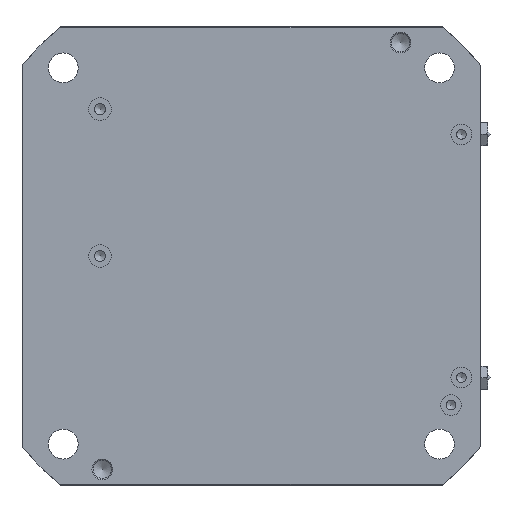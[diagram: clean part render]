
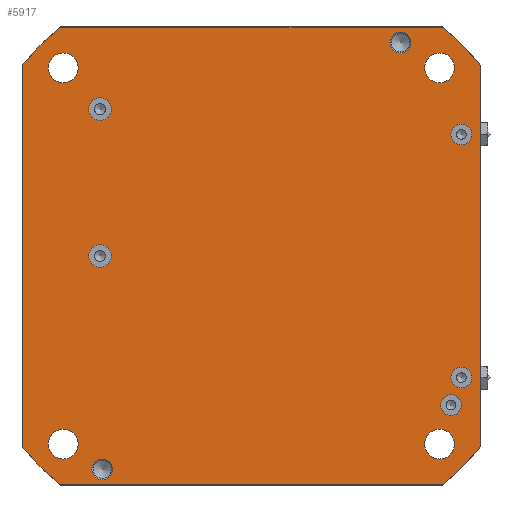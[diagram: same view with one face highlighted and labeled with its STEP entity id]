
A CAD part, front view. The second image highlights one B-rep face of the part: STEP entity #5917.
In plain terms, the highlighted planar face has unit normal (0, -1, 0).
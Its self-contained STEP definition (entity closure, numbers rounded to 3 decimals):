
#622=LINE('',#9679,#1104);
#624=LINE('',#9688,#1106);
#632=LINE('',#9710,#1114);
#633=LINE('',#9711,#1115);
#1104=VECTOR('',#7861,167.329);
#1106=VECTOR('',#7869,167.329);
#1114=VECTOR('',#7897,166.132);
#1115=VECTOR('',#7898,166.132);
#1376=PLANE('',#6606);
#1616=FACE_BOUND('',#2329,.T.);
#1617=FACE_BOUND('',#2330,.T.);
#1618=FACE_BOUND('',#2331,.T.);
#1619=FACE_BOUND('',#2332,.T.);
#1620=FACE_BOUND('',#2333,.T.);
#1621=FACE_BOUND('',#2334,.T.);
#1622=FACE_BOUND('',#2335,.T.);
#1623=FACE_BOUND('',#2336,.T.);
#1624=FACE_BOUND('',#2337,.T.);
#1625=FACE_BOUND('',#2338,.T.);
#1626=FACE_BOUND('',#2339,.T.);
#1893=FACE_OUTER_BOUND('',#2328,.T.);
#2328=EDGE_LOOP('',(#4952,#4953,#4954,#4955,#4956,#4957,#4958,#4959));
#2329=EDGE_LOOP('',(#4960));
#2330=EDGE_LOOP('',(#4961));
#2331=EDGE_LOOP('',(#4962));
#2332=EDGE_LOOP('',(#4963));
#2333=EDGE_LOOP('',(#4964));
#2334=EDGE_LOOP('',(#4965));
#2335=EDGE_LOOP('',(#4966));
#2336=EDGE_LOOP('',(#4967));
#2337=EDGE_LOOP('',(#4968));
#2338=EDGE_LOOP('',(#4969));
#2339=EDGE_LOOP('',(#4970));
#2638=CIRCLE('',#6471,5.);
#2640=CIRCLE('',#6475,5.);
#2698=CIRCLE('',#6599,130.);
#2699=CIRCLE('',#6601,130.);
#2700=CIRCLE('',#6603,130.);
#2701=CIRCLE('',#6605,130.);
#2702=CIRCLE('',#6607,4.5);
#2703=CIRCLE('',#6608,6.5);
#2704=CIRCLE('',#6609,6.5);
#2705=CIRCLE('',#6610,6.5);
#2706=CIRCLE('',#6611,6.5);
#2707=CIRCLE('',#6612,4.5);
#2708=CIRCLE('',#6613,4.5);
#2709=CIRCLE('',#6614,4.5);
#2710=CIRCLE('',#6615,4.5);
#2996=VERTEX_POINT('',#9220);
#2998=VERTEX_POINT('',#9226);
#3145=VERTEX_POINT('',#9675);
#3146=VERTEX_POINT('',#9677);
#3148=VERTEX_POINT('',#9682);
#3150=VERTEX_POINT('',#9686);
#3151=VERTEX_POINT('',#9694);
#3152=VERTEX_POINT('',#9698);
#3153=VERTEX_POINT('',#9702);
#3154=VERTEX_POINT('',#9706);
#3155=VERTEX_POINT('',#9712);
#3156=VERTEX_POINT('',#9714);
#3157=VERTEX_POINT('',#9716);
#3158=VERTEX_POINT('',#9718);
#3159=VERTEX_POINT('',#9720);
#3160=VERTEX_POINT('',#9722);
#3161=VERTEX_POINT('',#9724);
#3162=VERTEX_POINT('',#9726);
#3163=VERTEX_POINT('',#9728);
#3622=EDGE_CURVE('',#2996,#2996,#2638,.T.);
#3624=EDGE_CURVE('',#2998,#2998,#2640,.T.);
#3821=EDGE_CURVE('',#3146,#3145,#622,.T.);
#3825=EDGE_CURVE('',#3148,#3150,#624,.T.);
#3830=EDGE_CURVE('',#3148,#3151,#2698,.T.);
#3832=EDGE_CURVE('',#3152,#3146,#2699,.T.);
#3834=EDGE_CURVE('',#3153,#3150,#2700,.T.);
#3836=EDGE_CURVE('',#3145,#3154,#2701,.T.);
#3837=EDGE_CURVE('',#3153,#3154,#632,.T.);
#3838=EDGE_CURVE('',#3151,#3152,#633,.T.);
#3839=EDGE_CURVE('',#3155,#3155,#2702,.T.);
#3840=EDGE_CURVE('',#3156,#3156,#2703,.T.);
#3841=EDGE_CURVE('',#3157,#3157,#2704,.T.);
#3842=EDGE_CURVE('',#3158,#3158,#2705,.T.);
#3843=EDGE_CURVE('',#3159,#3159,#2706,.T.);
#3844=EDGE_CURVE('',#3160,#3160,#2707,.T.);
#3845=EDGE_CURVE('',#3161,#3161,#2708,.T.);
#3846=EDGE_CURVE('',#3162,#3162,#2709,.T.);
#3847=EDGE_CURVE('',#3163,#3163,#2710,.T.);
#4952=ORIENTED_EDGE('',*,*,#3830,.F.);
#4953=ORIENTED_EDGE('',*,*,#3825,.T.);
#4954=ORIENTED_EDGE('',*,*,#3834,.F.);
#4955=ORIENTED_EDGE('',*,*,#3837,.T.);
#4956=ORIENTED_EDGE('',*,*,#3836,.F.);
#4957=ORIENTED_EDGE('',*,*,#3821,.F.);
#4958=ORIENTED_EDGE('',*,*,#3832,.F.);
#4959=ORIENTED_EDGE('',*,*,#3838,.F.);
#4960=ORIENTED_EDGE('',*,*,#3622,.T.);
#4961=ORIENTED_EDGE('',*,*,#3624,.T.);
#4962=ORIENTED_EDGE('',*,*,#3839,.F.);
#4963=ORIENTED_EDGE('',*,*,#3840,.T.);
#4964=ORIENTED_EDGE('',*,*,#3841,.T.);
#4965=ORIENTED_EDGE('',*,*,#3842,.T.);
#4966=ORIENTED_EDGE('',*,*,#3843,.T.);
#4967=ORIENTED_EDGE('',*,*,#3844,.F.);
#4968=ORIENTED_EDGE('',*,*,#3845,.F.);
#4969=ORIENTED_EDGE('',*,*,#3846,.F.);
#4970=ORIENTED_EDGE('',*,*,#3847,.F.);
#5917=ADVANCED_FACE('',(#1893,#1616,#1617,#1618,#1619,#1620,#1621,#1622,
#1623,#1624,#1625,#1626),#1376,.F.);
#6471=AXIS2_PLACEMENT_3D('',#9221,#7502,#7503);
#6475=AXIS2_PLACEMENT_3D('',#9227,#7510,#7511);
#6599=AXIS2_PLACEMENT_3D('',#9696,#7878,#7879);
#6601=AXIS2_PLACEMENT_3D('',#9700,#7883,#7884);
#6603=AXIS2_PLACEMENT_3D('',#9704,#7888,#7889);
#6605=AXIS2_PLACEMENT_3D('',#9708,#7893,#7894);
#6606=AXIS2_PLACEMENT_3D('',#9709,#7895,#7896);
#6607=AXIS2_PLACEMENT_3D('',#9713,#7899,#7900);
#6608=AXIS2_PLACEMENT_3D('',#9715,#7901,#7902);
#6609=AXIS2_PLACEMENT_3D('',#9717,#7903,#7904);
#6610=AXIS2_PLACEMENT_3D('',#9719,#7905,#7906);
#6611=AXIS2_PLACEMENT_3D('',#9721,#7907,#7908);
#6612=AXIS2_PLACEMENT_3D('',#9723,#7909,#7910);
#6613=AXIS2_PLACEMENT_3D('',#9725,#7911,#7912);
#6614=AXIS2_PLACEMENT_3D('',#9727,#7913,#7914);
#6615=AXIS2_PLACEMENT_3D('',#9729,#7915,#7916);
#7502=DIRECTION('center_axis',(0.,1.,0.));
#7503=DIRECTION('ref_axis',(-1.,0.,0.));
#7510=DIRECTION('center_axis',(0.,1.,0.));
#7511=DIRECTION('ref_axis',(-1.,0.,0.));
#7861=DIRECTION('',(-1.,0.,0.));
#7869=DIRECTION('',(-1.,0.,0.));
#7878=DIRECTION('center_axis',(0.,1.,0.));
#7879=DIRECTION('ref_axis',(0.,0.,1.));
#7883=DIRECTION('center_axis',(0.,1.,0.));
#7884=DIRECTION('ref_axis',(0.,0.,1.));
#7888=DIRECTION('center_axis',(0.,1.,0.));
#7889=DIRECTION('ref_axis',(0.,0.,1.));
#7893=DIRECTION('center_axis',(0.,1.,0.));
#7894=DIRECTION('ref_axis',(0.,0.,1.));
#7895=DIRECTION('center_axis',(0.,1.,0.));
#7896=DIRECTION('ref_axis',(0.,0.,1.));
#7897=DIRECTION('',(0.,0.,-1.));
#7898=DIRECTION('',(0.,0.,-1.));
#7899=DIRECTION('center_axis',(0.,-1.,0.));
#7900=DIRECTION('ref_axis',(0.,0.,-1.));
#7901=DIRECTION('center_axis',(0.,1.,0.));
#7902=DIRECTION('ref_axis',(0.,0.,1.));
#7903=DIRECTION('center_axis',(0.,1.,0.));
#7904=DIRECTION('ref_axis',(0.,0.,1.));
#7905=DIRECTION('center_axis',(0.,1.,0.));
#7906=DIRECTION('ref_axis',(0.,0.,1.));
#7907=DIRECTION('center_axis',(0.,1.,0.));
#7908=DIRECTION('ref_axis',(0.,0.,1.));
#7909=DIRECTION('center_axis',(0.,-1.,0.));
#7910=DIRECTION('ref_axis',(0.,0.,-1.));
#7911=DIRECTION('center_axis',(0.,-1.,0.));
#7912=DIRECTION('ref_axis',(0.,0.,-1.));
#7913=DIRECTION('center_axis',(0.,-1.,0.));
#7914=DIRECTION('ref_axis',(0.,0.,-1.));
#7915=DIRECTION('center_axis',(0.,-1.,0.));
#7916=DIRECTION('ref_axis',(0.,0.,-1.));
#9220=CARTESIAN_POINT('',(-61.,0.,0.));
#9221=CARTESIAN_POINT('Origin',(-66.,0.,0.));
#9226=CARTESIAN_POINT('',(-61.,0.,64.));
#9227=CARTESIAN_POINT('Origin',(-66.,0.,64.));
#9675=CARTESIAN_POINT('',(-83.665,0.,-99.5));
#9677=CARTESIAN_POINT('',(83.665,0.,-99.5));
#9679=CARTESIAN_POINT('',(83.665,0.,-99.5));
#9682=CARTESIAN_POINT('',(83.665,0.,99.5));
#9686=CARTESIAN_POINT('',(-83.665,0.,99.5));
#9688=CARTESIAN_POINT('',(83.665,0.,99.5));
#9694=CARTESIAN_POINT('',(100.,0.,83.066));
#9696=CARTESIAN_POINT('Origin',(0.,0.,0.));
#9698=CARTESIAN_POINT('',(100.,0.,-83.066));
#9700=CARTESIAN_POINT('Origin',(0.,0.,0.));
#9702=CARTESIAN_POINT('',(-100.,0.,83.066));
#9704=CARTESIAN_POINT('Origin',(0.,0.,0.));
#9706=CARTESIAN_POINT('',(-100.,0.,-83.066));
#9708=CARTESIAN_POINT('Origin',(0.,0.,0.));
#9709=CARTESIAN_POINT('Origin',(100.,0.,99.5));
#9710=CARTESIAN_POINT('',(-100.,0.,83.066));
#9711=CARTESIAN_POINT('',(100.,0.,83.066));
#9712=CARTESIAN_POINT('',(65.,0.,88.5));
#9713=CARTESIAN_POINT('Origin',(65.,0.,93.));
#9714=CARTESIAN_POINT('',(-82.,0.,-75.5));
#9715=CARTESIAN_POINT('Origin',(-82.,0.,-82.));
#9716=CARTESIAN_POINT('',(-82.,0.,88.5));
#9717=CARTESIAN_POINT('Origin',(-82.,0.,82.));
#9718=CARTESIAN_POINT('',(82.,0.,-75.5));
#9719=CARTESIAN_POINT('Origin',(82.,0.,-82.));
#9720=CARTESIAN_POINT('',(82.,0.,88.5));
#9721=CARTESIAN_POINT('Origin',(82.,0.,82.));
#9722=CARTESIAN_POINT('',(91.5,0.,48.5));
#9723=CARTESIAN_POINT('Origin',(91.5,0.,53.));
#9724=CARTESIAN_POINT('',(91.5,0.,-57.5));
#9725=CARTESIAN_POINT('Origin',(91.5,0.,-53.));
#9726=CARTESIAN_POINT('',(87.,0.,-69.5));
#9727=CARTESIAN_POINT('Origin',(87.,0.,
-65.));
#9728=CARTESIAN_POINT('',(-65.,0.,-97.5));
#9729=CARTESIAN_POINT('Origin',(-65.,0.,-93.));
